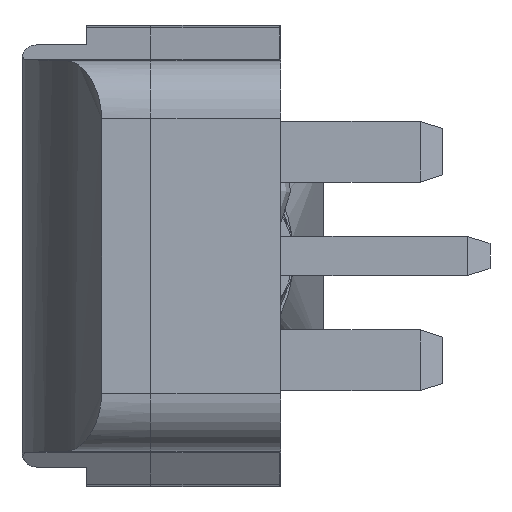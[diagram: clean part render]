
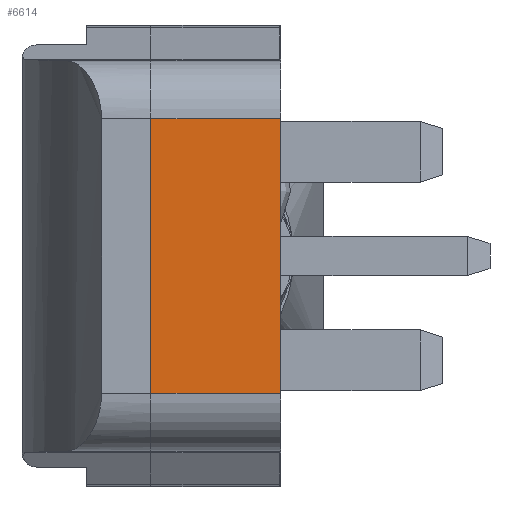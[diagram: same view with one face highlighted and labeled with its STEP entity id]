
A CAD part, left-side view. The second image highlights one B-rep face of the part: STEP entity #6614.
In plain terms, the highlighted planar face has unit normal (-1, 0, 0).
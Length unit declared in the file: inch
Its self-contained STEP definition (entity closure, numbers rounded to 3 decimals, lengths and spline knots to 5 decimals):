
#384 = VECTOR ( 'NONE', #8122, 39.37008 ) ;
#433 = ORIENTED_EDGE ( 'NONE', *, *, #8851, .F. ) ;
#1428 = CARTESIAN_POINT ( 'NONE',  ( -0.887, 0.00249, 0.575 ) ) ;
#1447 = ORIENTED_EDGE ( 'NONE', *, *, #15578, .T. ) ;
#1633 = VERTEX_POINT ( 'NONE', #11098 ) ;
#1761 = LINE ( 'NONE', #7937, #384 ) ;
#2143 = FACE_OUTER_BOUND ( 'NONE', #4081, .T. ) ;
#2596 = LINE ( 'NONE', #1428, #3899 ) ;
#3608 = ORIENTED_EDGE ( 'NONE', *, *, #13030, .F. ) ;
#3794 = LINE ( 'NONE', #8579, #11533 ) ;
#3899 = VECTOR ( 'NONE', #18062, 39.37008 ) ;
#4081 = EDGE_LOOP ( 'NONE', ( #433, #1447, #12414, #3608 ) ) ;
#4250 = VECTOR ( 'NONE', #5983, 39.37008 ) ;
#4370 = LINE ( 'NONE', #11196, #4250 ) ;
#5081 = VERTEX_POINT ( 'NONE', #16937 ) ;
#5784 = EDGE_CURVE ( 'NONE', #11281, #14548, #3794, .T. ) ;
#5983 = DIRECTION ( 'NONE',  ( 0., -1., 0. ) ) ;
#6614 = ADVANCED_FACE ( 'NONE', ( #2143 ), #14443, .F. ) ;
#6856 = DIRECTION ( 'NONE',  ( 0., 0., 1. ) ) ;
#7143 = AXIS2_PLACEMENT_3D ( 'NONE', #12632, #9628, #11132 ) ;
#7937 = CARTESIAN_POINT ( 'NONE',  ( -0.887, 0.54134, 0.575 ) ) ;
#8122 = DIRECTION ( 'NONE',  ( 0., -1., 0. ) ) ;
#8579 = CARTESIAN_POINT ( 'NONE',  ( -0.887, -0.54134, 0.575 ) ) ;
#8851 = EDGE_CURVE ( 'NONE', #1633, #5081, #2596, .T. ) ;
#9628 = DIRECTION ( 'NONE',  ( 1., 0., 0. ) ) ;
#11098 = CARTESIAN_POINT ( 'NONE',  ( -0.887, 0.00249, -0.575 ) ) ;
#11132 = DIRECTION ( 'NONE',  ( 0., 0., -1. ) ) ;
#11196 = CARTESIAN_POINT ( 'NONE',  ( -0.887, 0.54134, -0.575 ) ) ;
#11281 = VERTEX_POINT ( 'NONE', #18129 ) ;
#11533 = VECTOR ( 'NONE', #6856, 39.37008 ) ;
#12414 = ORIENTED_EDGE ( 'NONE', *, *, #5784, .T. ) ;
#12632 = CARTESIAN_POINT ( 'NONE',  ( -0.887, 0.54134, 0.575 ) ) ;
#13030 = EDGE_CURVE ( 'NONE', #5081, #14548, #1761, .T. ) ;
#14443 = PLANE ( 'NONE',  #7143 ) ;
#14548 = VERTEX_POINT ( 'NONE', #17455 ) ;
#15578 = EDGE_CURVE ( 'NONE', #1633, #11281, #4370, .T. ) ;
#16937 = CARTESIAN_POINT ( 'NONE',  ( -0.887, 0.00249, 0.575 ) ) ;
#17455 = CARTESIAN_POINT ( 'NONE',  ( -0.887, -0.54134, 0.575 ) ) ;
#18062 = DIRECTION ( 'NONE',  ( 0., 0., 1. ) ) ;
#18129 = CARTESIAN_POINT ( 'NONE',  ( -0.887, -0.54134, -0.575 ) ) ;
